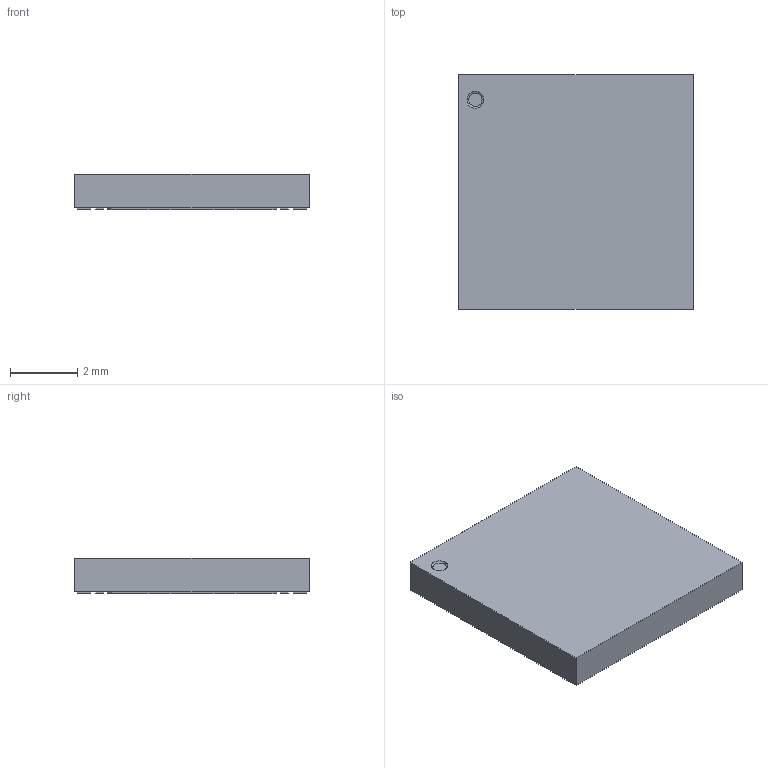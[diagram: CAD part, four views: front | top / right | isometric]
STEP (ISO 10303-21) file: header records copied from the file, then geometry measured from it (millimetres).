
FILE_DESCRIPTION (( 'STEP AP214' ), '1' );
FILE_NAME ( 'PQFN49P50_700X700X105L40X25T505.STEP', '2020-10-16T15:16:31', ( '' ), ( '' ), 'Part was generated with the free Library Expert Lite available at www.PCBLibraries.com. Removing line will violate the End User License Agreement.', '©2017 PCB Libraries, Inc.', '' );
FILE_SCHEMA (( 'AUTOMOTIVE_DESIGN' ));
Length unit declared in the file: millimetre
Products named in the file (1): PQFN49P50_700X700X105L40X25T505
Bounding box: 7 x 7 x 1.05 mm (x, y, z)
Volume: 50.5 mm3; surface area: 190.5 mm2
Topology: 50 solids, 50 shells, 307 faces, 618 edges, 412 vertices
Faces by surface type: plane 302, cylinder 3, torus 2
Entity records: 9183 total; most frequent: CARTESIAN_POINT 1338, DIRECTION 1246, ORIENTED_EDGE 1236, EDGE_CURVE 618, VECTOR 606, LINE 606, VERTEX_POINT 412, STYLED_ITEM 358
